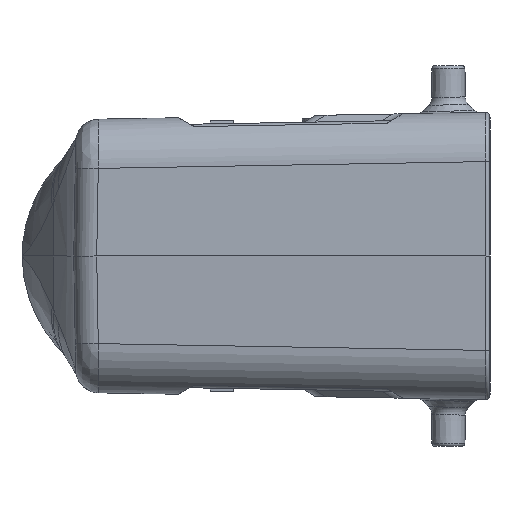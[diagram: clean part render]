
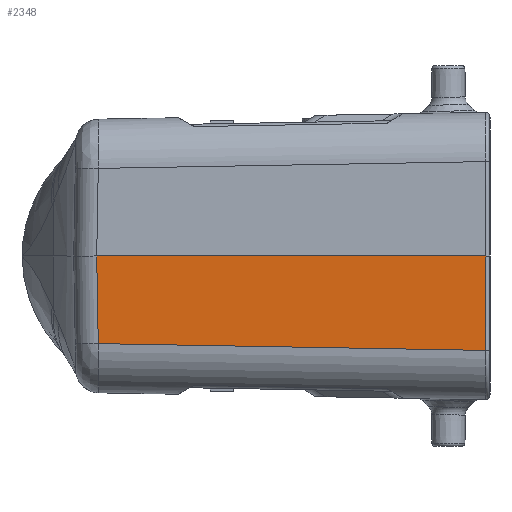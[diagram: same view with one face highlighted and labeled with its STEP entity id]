
A CAD part, left-side view. The second image highlights one B-rep face of the part: STEP entity #2348.
In plain terms, the highlighted planar face has unit normal (-1, 0.018, -0.017).
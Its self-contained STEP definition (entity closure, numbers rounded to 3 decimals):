
#549=PLANE('',#7163);
#789=FACE_OUTER_BOUND('',#2973,.T.);
#1128=LINE('',#9732,#1732);
#1173=LINE('',#10785,#1777);
#1174=LINE('',#10787,#1778);
#1175=LINE('',#10789,#1779);
#1732=VECTOR('',#7827,1.);
#1777=VECTOR('',#7982,1.);
#1778=VECTOR('',#7985,1.);
#1779=VECTOR('',#7986,1.);
#2348=ADVANCED_FACE('',(#789),#549,.T.);
#2973=EDGE_LOOP('',(#3732,#3733,#3734,#3735));
#3732=ORIENTED_EDGE('',*,*,#6140,.F.);
#3733=ORIENTED_EDGE('',*,*,#6141,.F.);
#3734=ORIENTED_EDGE('',*,*,#6024,.F.);
#3735=ORIENTED_EDGE('',*,*,#6139,.T.);
#5371=VERTEX_POINT('',#9712);
#5372=VERTEX_POINT('',#9733);
#5444=VERTEX_POINT('',#10784);
#5445=VERTEX_POINT('',#10788);
#6024=EDGE_CURVE('',#5371,#5372,#1128,.T.);
#6139=EDGE_CURVE('',#5371,#5444,#1173,.T.);
#6140=EDGE_CURVE('',#5445,#5444,#1174,.T.);
#6141=EDGE_CURVE('',#5372,#5445,#1175,.T.);
#7163=AXIS2_PLACEMENT_3D('',#10790,#7987,#7988);
#7827=DIRECTION('',(0.017,1.,0.017));
#7982=DIRECTION('',(-0.017,0.,1.));
#7985=DIRECTION('',(-0.017,-1.,0.));
#7986=DIRECTION('',(-0.017,0.017,1.));
#7987=DIRECTION('',(-1.,0.017,-0.017));
#7988=DIRECTION('',(0.017,1.,0.));
#9712=CARTESIAN_POINT('',(-59.748,70.309,-14.127));
#9732=CARTESIAN_POINT('',(-59.748,70.291,-14.127));
#9733=CARTESIAN_POINT('',(-58.753,128.333,-13.114));
#10784=CARTESIAN_POINT('',(-59.995,70.309,0.));
#10785=CARTESIAN_POINT('',(-60.044,70.309,2.835));
#10787=CARTESIAN_POINT('',(-58.978,128.562,0.));
#10788=CARTESIAN_POINT('',(-58.978,128.562,0.));
#10789=CARTESIAN_POINT('',(-58.979,128.563,0.078));
#10790=CARTESIAN_POINT('',(-60.049,70.,2.835));
